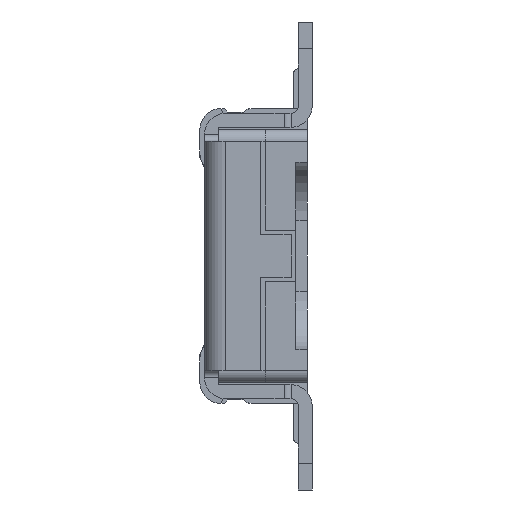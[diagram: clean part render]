
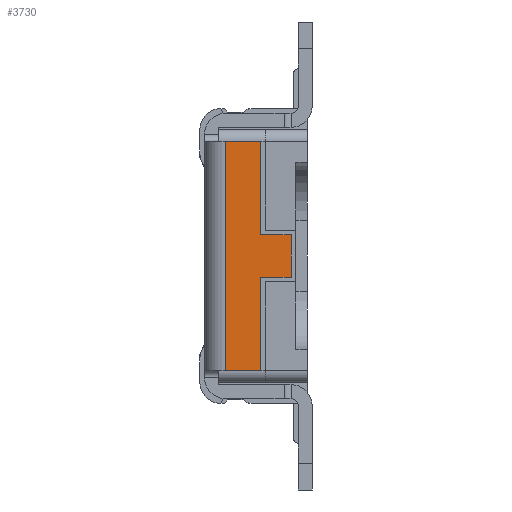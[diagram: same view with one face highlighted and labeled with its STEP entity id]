
A CAD part, left-side view. The second image highlights one B-rep face of the part: STEP entity #3730.
In plain terms, the highlighted planar face has unit normal (-1, 0, 0).
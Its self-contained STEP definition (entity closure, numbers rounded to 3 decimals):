
#3668=EDGE_CURVE('',#3669,#3671,#3673,.F.);
#3669=VERTEX_POINT('',#3670);
#3670=CARTESIAN_POINT('',(-1.695,0.35,0.49));
#3671=VERTEX_POINT('',#3672);
#3672=CARTESIAN_POINT('',(-1.695,0.2,0.49));
#3673=LINE('',#3674,#3675);
#3674=CARTESIAN_POINT('',(-1.695,0.2,0.49));
#3675=VECTOR('',#3676,1.0);
#3676=DIRECTION('',(0.0,1.0,0.0));
#3711=VERTEX_POINT('',#3712);
#3712=CARTESIAN_POINT('',(-1.695,0.35,-0.49));
#3719=EDGE_CURVE('',#3711,#3669,#3720,.T.);
#3720=LINE('',#3721,#3722);
#3721=CARTESIAN_POINT('',(-1.695,0.35,-0.49));
#3722=VECTOR('',#3723,1.0);
#3723=DIRECTION('',(0.0,0.0,1.0));
#3730=ADVANCED_FACE('',(#3731),#3781,.T.);
#3731=FACE_BOUND('',#3732,.T.);
#3732=EDGE_LOOP('',(#3733,#3741,#3749,#3757,#3765,#3773,#3779,#3780));
#3733=ORIENTED_EDGE('',*,*,#3734,.T.);
#3734=EDGE_CURVE('',#3711,#3735,#3737,.T.);
#3735=VERTEX_POINT('',#3736);
#3736=CARTESIAN_POINT('',(-1.695,0.2,-0.49));
#3737=LINE('',#3738,#3739);
#3738=CARTESIAN_POINT('',(-1.695,0.35,-0.49));
#3739=VECTOR('',#3740,1.0);
#3740=DIRECTION('',(0.0,-1.0,0.0));
#3741=ORIENTED_EDGE('',*,*,#3742,.T.);
#3742=EDGE_CURVE('',#3735,#3743,#3745,.F.);
#3743=VERTEX_POINT('',#3744);
#3744=CARTESIAN_POINT('',(-1.695,0.2,-0.09));
#3745=LINE('',#3746,#3747);
#3746=CARTESIAN_POINT('',(-1.695,0.2,-0.09));
#3747=VECTOR('',#3748,1.0);
#3748=DIRECTION('',(0.0,0.0,-1.0));
#3749=ORIENTED_EDGE('',*,*,#3750,.T.);
#3750=EDGE_CURVE('',#3743,#3751,#3753,.F.);
#3751=VERTEX_POINT('',#3752);
#3752=CARTESIAN_POINT('',(-1.695,0.07,-0.09));
#3753=LINE('',#3754,#3755);
#3754=CARTESIAN_POINT('',(-1.695,0.07,-0.09));
#3755=VECTOR('',#3756,1.0);
#3756=DIRECTION('',(0.0,1.0,0.0));
#3757=ORIENTED_EDGE('',*,*,#3758,.T.);
#3758=EDGE_CURVE('',#3751,#3759,#3761,.F.);
#3759=VERTEX_POINT('',#3760);
#3760=CARTESIAN_POINT('',(-1.695,0.07,0.09));
#3761=LINE('',#3762,#3763);
#3762=CARTESIAN_POINT('',(-1.695,0.07,0.09));
#3763=VECTOR('',#3764,1.0);
#3764=DIRECTION('',(0.0,0.0,-1.0));
#3765=ORIENTED_EDGE('',*,*,#3766,.T.);
#3766=EDGE_CURVE('',#3759,#3767,#3769,.F.);
#3767=VERTEX_POINT('',#3768);
#3768=CARTESIAN_POINT('',(-1.695,0.2,0.09));
#3769=LINE('',#3770,#3771);
#3770=CARTESIAN_POINT('',(-1.695,0.2,0.09));
#3771=VECTOR('',#3772,1.0);
#3772=DIRECTION('',(0.0,-1.0,0.0));
#3773=ORIENTED_EDGE('',*,*,#3774,.T.);
#3774=EDGE_CURVE('',#3767,#3671,#3775,.F.);
#3775=LINE('',#3776,#3777);
#3776=CARTESIAN_POINT('',(-1.695,0.2,0.49));
#3777=VECTOR('',#3778,1.0);
#3778=DIRECTION('',(0.0,0.0,-1.0));
#3779=ORIENTED_EDGE('',*,*,#3668,.F.);
#3780=ORIENTED_EDGE('',*,*,#3719,.F.);
#3781=PLANE('',#3782);
#3782=AXIS2_PLACEMENT_3D('',#3783,#3784,#3785);
#3783=CARTESIAN_POINT('',(-1.695,0.38,-0.49));
#3784=DIRECTION('',(-1.0,0.0,0.0));
#3785=DIRECTION('',(0.0,0.0,1.0));
